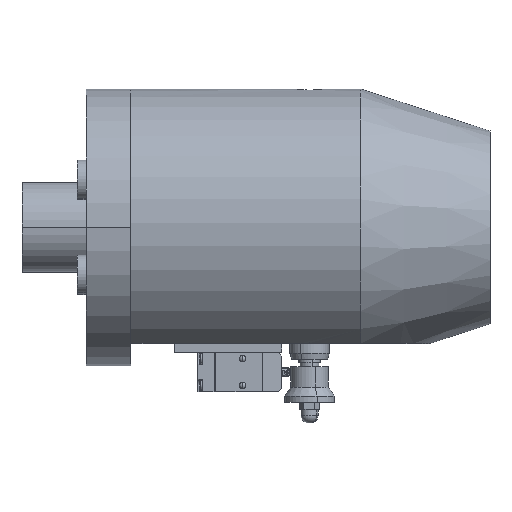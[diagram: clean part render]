
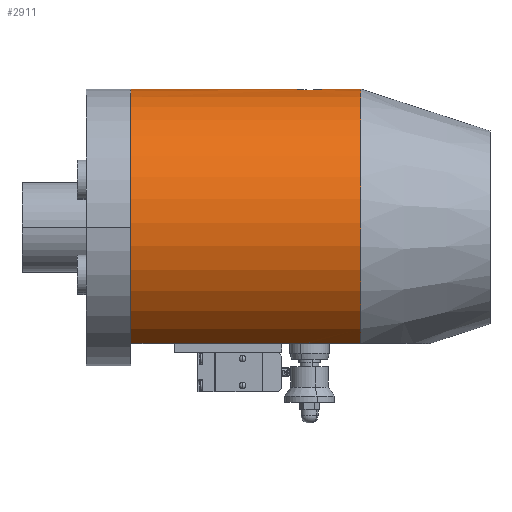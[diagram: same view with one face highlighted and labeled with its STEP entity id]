
A CAD part, top view. The second image highlights one B-rep face of the part: STEP entity #2911.
In plain terms, the highlighted cylindrical face has radius 77.5 mm (diameter 155 mm), a partial arc.
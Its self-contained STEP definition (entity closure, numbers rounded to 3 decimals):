
#2911=ADVANCED_FACE('',(#5906),#5907,.T.);
#5906=FACE_OUTER_BOUND('',#9038,.T.);
#5907=CYLINDRICAL_SURFACE('',#9039,77.5);
#9038=EDGE_LOOP('',(#16814,#16815,#16816,#16817,#16818,#16819,#16820,#16821,#16822,#16823));
#9039=AXIS2_PLACEMENT_3D('',#16824,#16825,#16826);
#16814=ORIENTED_EDGE('',*,*,#20562,.F.);
#16815=ORIENTED_EDGE('',*,*,#20563,.T.);
#16816=ORIENTED_EDGE('',*,*,#20564,.T.);
#16817=ORIENTED_EDGE('',*,*,#20565,.T.);
#16818=ORIENTED_EDGE('',*,*,#20566,.T.);
#16819=ORIENTED_EDGE('',*,*,#20567,.T.);
#16820=ORIENTED_EDGE('',*,*,#20568,.F.);
#16821=ORIENTED_EDGE('',*,*,#20569,.F.);
#16822=ORIENTED_EDGE('',*,*,#20570,.T.);
#16823=ORIENTED_EDGE('',*,*,#20571,.T.);
#16824=CARTESIAN_POINT('',(64.337,0.0,0.0));
#16825=DIRECTION('',(1.0,0.0,0.0));
#16826=DIRECTION('',(0.0,1.0,0.0));
#20562=EDGE_CURVE('',#25121,#25122,#25123,.T.);
#20563=EDGE_CURVE('',#25121,#25124,#25125,.T.);
#20564=EDGE_CURVE('',#25124,#25126,#25127,.T.);
#20565=EDGE_CURVE('',#25126,#25128,#25129,.T.);
#20566=EDGE_CURVE('',#25128,#25130,#25131,.T.);
#20567=EDGE_CURVE('',#25130,#25132,#25133,.T.);
#20568=EDGE_CURVE('',#25134,#25132,#25135,.T.);
#20569=EDGE_CURVE('',#25136,#25134,#25137,.T.);
#20570=EDGE_CURVE('',#25136,#25138,#25139,.T.);
#20571=EDGE_CURVE('',#25138,#25122,#25140,.T.);
#25121=VERTEX_POINT('',#31062);
#25122=VERTEX_POINT('',#31063);
#25123=LINE('',#31064,#31065);
#25124=VERTEX_POINT('',#31066);
#25125=CIRCLE('',#31067,77.5);
#25126=VERTEX_POINT('',#31068);
#25127=LINE('',#31069,#31070);
#25128=VERTEX_POINT('',#31071);
#25129=B_SPLINE_CURVE_WITH_KNOTS('',3,(#31072,#31073,#31074,#31075,#31076,#31077,#31078,#31079,#31080,#31081),.UNSPECIFIED.,.F.,.F.,(4,2,2,2,4),(6.02,9.03,12.04,15.05,18.06),.UNSPECIFIED.);
#25130=VERTEX_POINT('',#31082);
#25131=B_SPLINE_CURVE_WITH_KNOTS('',3,(#31083,#31084,#31085,#31086,#31087,#31088,#31089,#31090,#31091,#31092),.UNSPECIFIED.,.F.,.F.,(4,2,2,2,4),(6.02,9.03,12.04,15.05,18.06),.UNSPECIFIED.);
#25132=VERTEX_POINT('',#31093);
#25133=LINE('',#31094,#31095);
#25134=VERTEX_POINT('',#31096);
#25135=CIRCLE('',#31097,77.5);
#25136=VERTEX_POINT('',#31098);
#25137=LINE('',#31099,#31100);
#25138=VERTEX_POINT('',#31101);
#25139=B_SPLINE_CURVE_WITH_KNOTS('',3,(#31102,#31103,#31104,#31105,#31106,#31107,#31108,#31109,#31110,#31111,#31112,#31113,#31114,#31115,#31116,#31117,#31118,#31119),.UNSPECIFIED.,.F.,.F.,(4,2,2,2,2,2,2,2,4),(42.989,44.78,46.571,48.362,50.153,51.945,53.736,55.527,57.318),.UNSPECIFIED.);
#25140=B_SPLINE_CURVE_WITH_KNOTS('',3,(#31120,#31121,#31122,#31123,#31124,#31125,#31126,#31127,#31128,#31129,#31130,#31131,#31132,#31133,#31134,#31135,#31136,#31137),.UNSPECIFIED.,.F.,.F.,(4,2,2,2,2,2,2,2,4),(0.0,1.791,3.582,5.374,7.165,8.956,10.747,12.538,14.33),.UNSPECIFIED.);
#31062=CARTESIAN_POINT('',(0.0,77.5,0.));
#31063=CARTESIAN_POINT('',(90.5,77.5,0.));
#31064=CARTESIAN_POINT('',(64.337,77.5,0.));
#31065=VECTOR('',#35828,1.0);
#31066=CARTESIAN_POINT('',(0.0,-65.0,42.205));
#31067=AXIS2_PLACEMENT_3D('',#35829,#35830,#35831);
#31068=CARTESIAN_POINT('',(94.916,-65.0,42.205));
#31069=CARTESIAN_POINT('',(64.337,-65.0,42.205));
#31070=VECTOR('',#35832,1.0);
#31071=CARTESIAN_POINT('',(100.0,-64.801,42.51));
#31072=CARTESIAN_POINT('',(93.642,-65.112,42.032));
#31073=CARTESIAN_POINT('',(94.721,-65.007,42.195));
#31074=CARTESIAN_POINT('',(95.808,-64.928,42.316));
#31075=CARTESIAN_POINT('',(97.946,-64.825,42.474));
#31076=CARTESIAN_POINT('',(98.997,-64.801,42.51));
#31077=CARTESIAN_POINT('',(101.003,-64.801,42.51));
#31078=CARTESIAN_POINT('',(102.054,-64.825,42.474));
#31079=CARTESIAN_POINT('',(104.192,-64.928,42.316));
#31080=CARTESIAN_POINT('',(105.279,-65.007,42.195));
#31081=CARTESIAN_POINT('',(106.358,-65.112,42.032));
#31082=CARTESIAN_POINT('',(105.084,-65.0,42.205));
#31083=CARTESIAN_POINT('',(93.642,-65.112,42.032));
#31084=CARTESIAN_POINT('',(94.721,-65.007,42.195));
#31085=CARTESIAN_POINT('',(95.808,-64.928,42.316));
#31086=CARTESIAN_POINT('',(97.946,-64.825,42.474));
#31087=CARTESIAN_POINT('',(98.997,-64.801,42.51));
#31088=CARTESIAN_POINT('',(101.003,-64.801,42.51));
#31089=CARTESIAN_POINT('',(102.054,-64.825,42.474));
#31090=CARTESIAN_POINT('',(104.192,-64.928,42.316));
#31091=CARTESIAN_POINT('',(105.279,-65.007,42.195));
#31092=CARTESIAN_POINT('',(106.358,-65.112,42.032));
#31093=CARTESIAN_POINT('',(128.674,-65.0,42.205));
#31094=CARTESIAN_POINT('',(64.337,-65.0,42.205));
#31095=VECTOR('',#35833,1.0);
#31096=CARTESIAN_POINT('',(128.674,77.5,0.));
#31097=AXIS2_PLACEMENT_3D('',#35834,#35835,#35836);
#31098=CARTESIAN_POINT('',(109.5,77.5,0.));
#31099=CARTESIAN_POINT('',(64.337,77.5,0.));
#31100=VECTOR('',#35837,1.0);
#31101=CARTESIAN_POINT('',(100.0,76.916,9.5));
#31102=CARTESIAN_POINT('',(109.5,77.5,0.));
#31103=CARTESIAN_POINT('',(109.5,77.5,0.597));
#31104=CARTESIAN_POINT('',(109.443,77.493,1.214));
#31105=CARTESIAN_POINT('',(109.202,77.464,2.442));
#31106=CARTESIAN_POINT('',(109.019,77.442,3.052));
#31107=CARTESIAN_POINT('',(108.534,77.387,4.222));
#31108=CARTESIAN_POINT('',(108.232,77.354,4.783));
#31109=CARTESIAN_POINT('',(107.534,77.283,5.82));
#31110=CARTESIAN_POINT('',(107.139,77.245,6.296));
#31111=CARTESIAN_POINT('',(106.296,77.172,7.139));
#31112=CARTESIAN_POINT('',(105.82,77.134,7.534));
#31113=CARTESIAN_POINT('',(104.783,77.062,8.232));
#31114=CARTESIAN_POINT('',(104.222,77.029,8.534));
#31115=CARTESIAN_POINT('',(103.052,76.974,9.019));
#31116=CARTESIAN_POINT('',(102.442,76.952,9.202));
#31117=CARTESIAN_POINT('',(101.214,76.923,9.443));
#31118=CARTESIAN_POINT('',(100.597,76.916,9.5));
#31119=CARTESIAN_POINT('',(100.0,76.916,9.5));
#31120=CARTESIAN_POINT('',(100.0,76.916,9.5));
#31121=CARTESIAN_POINT('',(99.403,76.916,9.5));
#31122=CARTESIAN_POINT('',(98.786,76.923,9.443));
#31123=CARTESIAN_POINT('',(97.558,76.952,9.202));
#31124=CARTESIAN_POINT('',(96.948,76.974,9.019));
#31125=CARTESIAN_POINT('',(95.778,77.029,8.534));
#31126=CARTESIAN_POINT('',(95.217,77.062,8.232));
#31127=CARTESIAN_POINT('',(94.18,77.134,7.534));
#31128=CARTESIAN_POINT('',(93.704,77.172,7.139));
#31129=CARTESIAN_POINT('',(92.861,77.245,6.296));
#31130=CARTESIAN_POINT('',(92.466,77.283,5.82));
#31131=CARTESIAN_POINT('',(91.768,77.354,4.783));
#31132=CARTESIAN_POINT('',(91.466,77.387,4.222));
#31133=CARTESIAN_POINT('',(90.981,77.442,3.052));
#31134=CARTESIAN_POINT('',(90.798,77.464,2.442));
#31135=CARTESIAN_POINT('',(90.557,77.493,1.214));
#31136=CARTESIAN_POINT('',(90.5,77.5,0.597));
#31137=CARTESIAN_POINT('',(90.5,77.5,0.));
#35828=DIRECTION('',(1.0,0.0,0.0));
#35829=CARTESIAN_POINT('',(0.0,0.0,0.0));
#35830=DIRECTION('',(1.0,0.0,0.0));
#35831=DIRECTION('',(0.0,1.0,0.0));
#35832=DIRECTION('',(1.0,0.0,0.0));
#35833=DIRECTION('',(1.0,0.0,0.0));
#35834=CARTESIAN_POINT('',(128.674,0.0,0.0));
#35835=DIRECTION('',(1.0,0.0,0.0));
#35836=DIRECTION('',(0.0,1.0,0.0));
#35837=DIRECTION('',(1.0,0.0,0.0));
